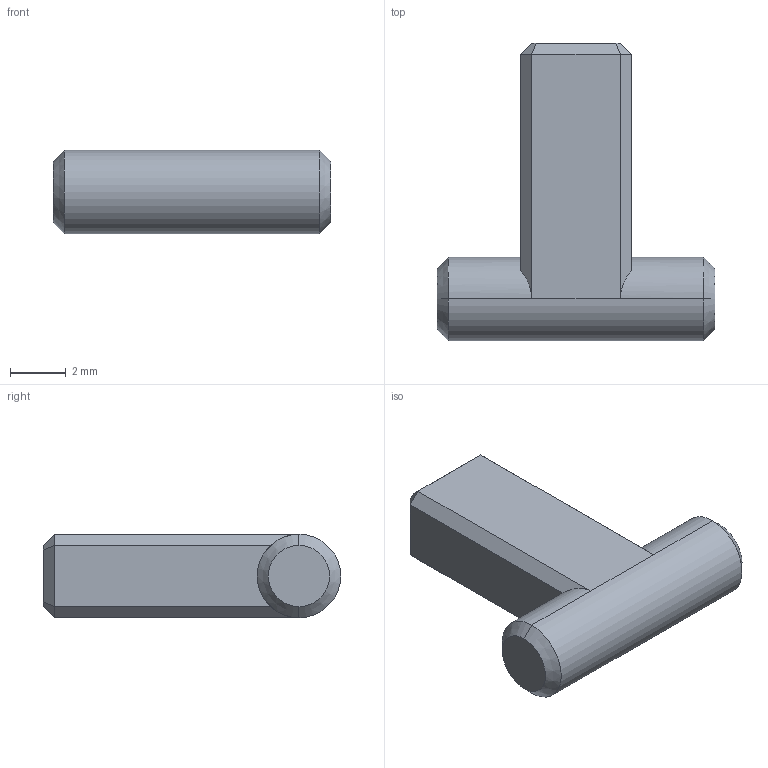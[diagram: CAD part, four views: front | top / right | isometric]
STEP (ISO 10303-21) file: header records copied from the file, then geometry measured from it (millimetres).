
FILE_DESCRIPTION (( 'STEP AP214' ), '1' );
FILE_NAME ('Áã¼þa.STEP', '2026-02-14T08:32:25', ( '' ), ( '' ), 'SwSTEP 2.0', 'SolidWorks 2025', '' );
FILE_SCHEMA (( 'AUTOMOTIVE_DESIGN' ));
Length unit declared in the file: millimetre
Products named in the file (1): 零件a
Bounding box: 10 x 10.7 x 3 mm (x, y, z)
Volume: 161.8 mm3; surface area: 206.9 mm2
Topology: 1 solids, 1 shells, 26 faces, 56 edges, 32 vertices
Faces by surface type: plane 19, cone 4, cylinder 3
Entity records: 705 total; most frequent: CARTESIAN_POINT 127, DIRECTION 116, ORIENTED_EDGE 112, EDGE_CURVE 56, LINE 42, VECTOR 42, AXIS2_PLACEMENT_3D 37, VERTEX_POINT 32
